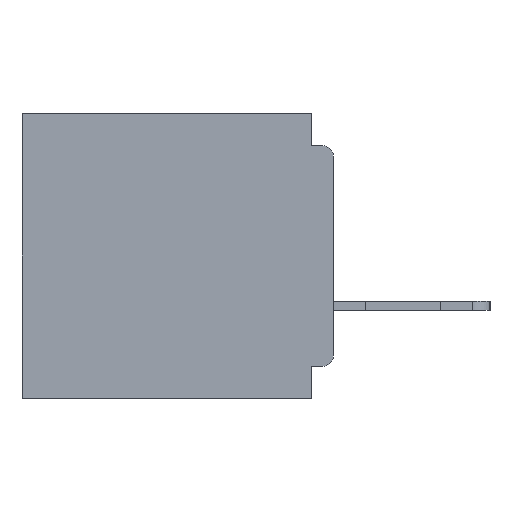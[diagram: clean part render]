
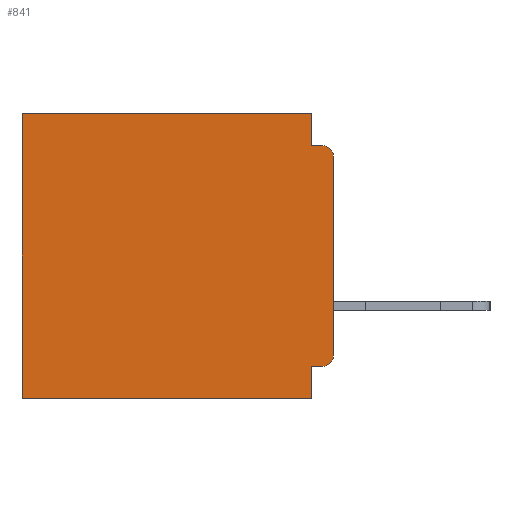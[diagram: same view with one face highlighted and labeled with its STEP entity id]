
A CAD part, left-side view. The second image highlights one B-rep face of the part: STEP entity #841.
In plain terms, the highlighted planar face has unit normal (-1, 0, 0).
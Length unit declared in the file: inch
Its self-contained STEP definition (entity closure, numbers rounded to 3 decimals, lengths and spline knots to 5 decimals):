
#6 = ORIENTED_EDGE ( 'NONE', *, *, #12434, .F. ) ;
#259 = ORIENTED_EDGE ( 'NONE', *, *, #1766, .F. ) ;
#841 = ADVANCED_FACE ( 'NONE', ( #42730 ), #12215, .F. ) ;
#854 = DIRECTION ( 'NONE',  ( 0., 0., -1. ) ) ;
#952 = EDGE_CURVE ( 'NONE', #10103, #9937, #49112, .T. ) ;
#1050 = VERTEX_POINT ( 'NONE', #2094 ) ;
#1305 = VECTOR ( 'NONE', #32673, 39.37008 ) ;
#1766 = EDGE_CURVE ( 'NONE', #1050, #35903, #12755, .T. ) ;
#2094 = CARTESIAN_POINT ( 'NONE',  ( 0.3, 0.031, 0. ) ) ;
#2228 = CARTESIAN_POINT ( 'NONE',  ( 0.3, 0.437, -0.4 ) ) ;
#3553 = VECTOR ( 'NONE', #45871, 39.37008 ) ;
#4763 = AXIS2_PLACEMENT_3D ( 'NONE', #46345, #23780, #854 ) ;
#5984 = CARTESIAN_POINT ( 'NONE',  ( 0.3, 0., -0.4 ) ) ;
#6104 = VECTOR ( 'NONE', #43105, 39.37008 ) ;
#6365 = LINE ( 'NONE', #38017, #44382 ) ;
#6976 = VERTEX_POINT ( 'NONE', #39538 ) ;
#7222 = CARTESIAN_POINT ( 'NONE',  ( 0.3, 0.015, -0.045 ) ) ;
#7933 = CARTESIAN_POINT ( 'NONE',  ( 0.3, 0., -0.4 ) ) ;
#9391 = VERTEX_POINT ( 'NONE', #24428 ) ;
#9937 = VERTEX_POINT ( 'NONE', #26328 ) ;
#10103 = VERTEX_POINT ( 'NONE', #15981 ) ;
#10695 = VERTEX_POINT ( 'NONE', #31049 ) ;
#11218 = CARTESIAN_POINT ( 'NONE',  ( 0.3, 0.031, 0. ) ) ;
#11369 = CIRCLE ( 'NONE', #4763, 0.015 ) ;
#11515 = LINE ( 'NONE', #5984, #1305 ) ;
#11892 = CARTESIAN_POINT ( 'NONE',  ( 0.3, 0.031, -0.045 ) ) ;
#12215 = PLANE ( 'NONE',  #25616 ) ;
#12434 = EDGE_CURVE ( 'NONE', #35903, #39320, #6365, .T. ) ;
#12755 = LINE ( 'NONE', #11218, #31815 ) ;
#13403 = EDGE_CURVE ( 'NONE', #33226, #9391, #30735, .T. ) ;
#14064 = ORIENTED_EDGE ( 'NONE', *, *, #18497, .T. ) ;
#14629 = ORIENTED_EDGE ( 'NONE', *, *, #38469, .F. ) ;
#15981 = CARTESIAN_POINT ( 'NONE',  ( 0.3, 0.437, 0. ) ) ;
#16271 = CARTESIAN_POINT ( 'NONE',  ( 0.3, 0., -0.06 ) ) ;
#18497 = EDGE_CURVE ( 'NONE', #23734, #39320, #11369, .T. ) ;
#20337 = CARTESIAN_POINT ( 'NONE',  ( 0.3, 0.031, -0.4 ) ) ;
#22399 = DIRECTION ( 'NONE',  ( -1., 0., 0. ) ) ;
#22429 = ORIENTED_EDGE ( 'NONE', *, *, #13403, .T. ) ;
#23734 = VERTEX_POINT ( 'NONE', #16271 ) ;
#23780 = DIRECTION ( 'NONE',  ( -1., 0., 0. ) ) ;
#24179 = DIRECTION ( 'NONE',  ( 0., 0., -1. ) ) ;
#24428 = CARTESIAN_POINT ( 'NONE',  ( 0.3, 0., -0.34 ) ) ;
#25400 = AXIS2_PLACEMENT_3D ( 'NONE', #45007, #22399, #48735 ) ;
#25616 = AXIS2_PLACEMENT_3D ( 'NONE', #41365, #38294, #39674 ) ;
#26328 = CARTESIAN_POINT ( 'NONE',  ( 0.3, 0.437, -0.4 ) ) ;
#26447 = LINE ( 'NONE', #46824, #6104 ) ;
#26584 = ORIENTED_EDGE ( 'NONE', *, *, #29922, .F. ) ;
#27137 = ORIENTED_EDGE ( 'NONE', *, *, #952, .T. ) ;
#27182 = DIRECTION ( 'NONE',  ( 0., 0., -1. ) ) ;
#27947 = ORIENTED_EDGE ( 'NONE', *, *, #38852, .F. ) ;
#27969 = EDGE_CURVE ( 'NONE', #1050, #10103, #26447, .T. ) ;
#29922 = EDGE_CURVE ( 'NONE', #10695, #9937, #45168, .T. ) ;
#30526 = LINE ( 'NONE', #33904, #40585 ) ;
#30735 = CIRCLE ( 'NONE', #25400, 0.015 ) ;
#31049 = CARTESIAN_POINT ( 'NONE',  ( 0.3, 0.031, -0.4 ) ) ;
#31279 = ORIENTED_EDGE ( 'NONE', *, *, #27969, .T. ) ;
#31815 = VECTOR ( 'NONE', #27182, 39.37008 ) ;
#32673 = DIRECTION ( 'NONE',  ( 0., 0., -1. ) ) ;
#32826 = EDGE_CURVE ( 'NONE', #23734, #9391, #11515, .T. ) ;
#32862 = DIRECTION ( 'NONE',  ( 0., 0., -1. ) ) ;
#33226 = VERTEX_POINT ( 'NONE', #46261 ) ;
#33904 = CARTESIAN_POINT ( 'NONE',  ( 0.3, 0., -0.355 ) ) ;
#34200 = DIRECTION ( 'NONE',  ( 0., -1., 0. ) ) ;
#35903 = VERTEX_POINT ( 'NONE', #11892 ) ;
#37059 = LINE ( 'NONE', #20337, #45841 ) ;
#38017 = CARTESIAN_POINT ( 'NONE',  ( 0.3, 0., -0.045 ) ) ;
#38294 = DIRECTION ( 'NONE',  ( 1., 0., 0. ) ) ;
#38469 = EDGE_CURVE ( 'NONE', #6976, #10695, #37059, .T. ) ;
#38852 = EDGE_CURVE ( 'NONE', #33226, #6976, #30526, .T. ) ;
#39320 = VERTEX_POINT ( 'NONE', #7222 ) ;
#39538 = CARTESIAN_POINT ( 'NONE',  ( 0.3, 0.031, -0.355 ) ) ;
#39674 = DIRECTION ( 'NONE',  ( 0., 0., -1. ) ) ;
#40393 = VECTOR ( 'NONE', #32862, 39.37008 ) ;
#40585 = VECTOR ( 'NONE', #48969, 39.37008 ) ;
#41365 = CARTESIAN_POINT ( 'NONE',  ( 0.3, 0., -0.4 ) ) ;
#42730 = FACE_OUTER_BOUND ( 'NONE', #49066, .T. ) ;
#43105 = DIRECTION ( 'NONE',  ( 0., 1., 0. ) ) ;
#44382 = VECTOR ( 'NONE', #34200, 39.37008 ) ;
#45007 = CARTESIAN_POINT ( 'NONE',  ( 0.3, 0.015, -0.34 ) ) ;
#45168 = LINE ( 'NONE', #7933, #3553 ) ;
#45841 = VECTOR ( 'NONE', #24179, 39.37008 ) ;
#45871 = DIRECTION ( 'NONE',  ( 0., 1., 0. ) ) ;
#45983 = ORIENTED_EDGE ( 'NONE', *, *, #32826, .F. ) ;
#46261 = CARTESIAN_POINT ( 'NONE',  ( 0.3, 0.015, -0.355 ) ) ;
#46345 = CARTESIAN_POINT ( 'NONE',  ( 0.3, 0.015, -0.06 ) ) ;
#46824 = CARTESIAN_POINT ( 'NONE',  ( 0.3, 0., 0. ) ) ;
#48735 = DIRECTION ( 'NONE',  ( 0., 0., -1. ) ) ;
#48969 = DIRECTION ( 'NONE',  ( 0., 1., 0. ) ) ;
#49066 = EDGE_LOOP ( 'NONE', ( #45983, #14064, #6, #259, #31279, #27137, #26584, #14629, #27947, #22429 ) ) ;
#49112 = LINE ( 'NONE', #2228, #40393 ) ;
